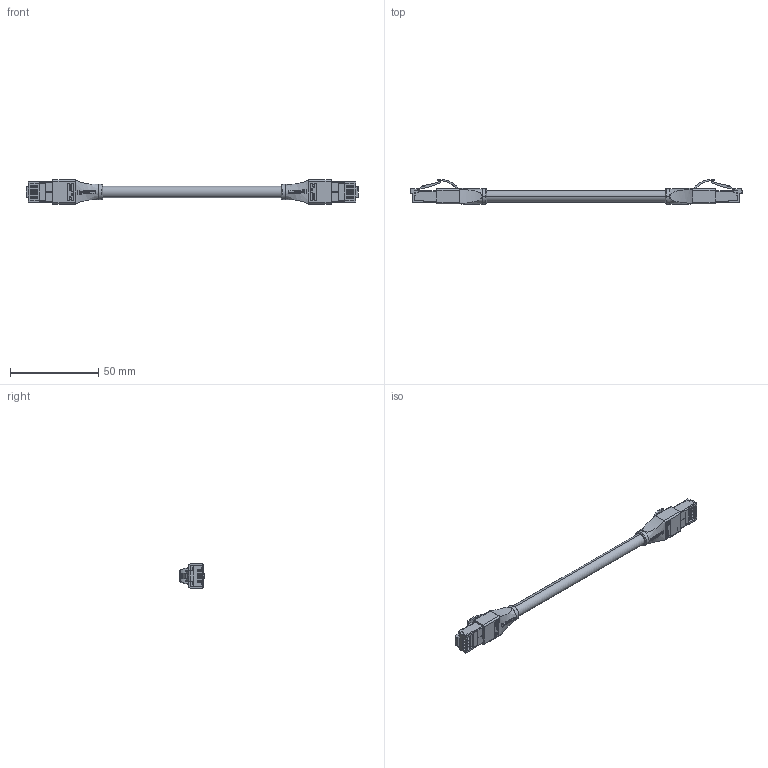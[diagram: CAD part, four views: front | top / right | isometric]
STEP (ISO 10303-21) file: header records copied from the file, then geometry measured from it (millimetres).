
FILE_DESCRIPTION (( 'STEP AP214' ), '1' );
FILE_NAME ('TRD695DSZ_3D.STEP', '2020-10-09T15:14:40', ( '' ), ( '' ), 'SwSTEP 2.0', 'SolidWorks 2018', '' );
FILE_SCHEMA (( 'AUTOMOTIVE_DESIGN' ));
Length unit declared in the file: inch
Products named in the file (9): 1AD03-013_crimped; 1AY01-034_NEW LOGO, raised; 1AD03-013-MA1; 1AD03-013-MA2; TRD695DSZ_3D; 1AD03-013-MA4_crimped strain relief; 1AD03-013-MA3; 1AL04-059_6"; TDS8PC5-MA3
Assembly tree (17 placements, depth 3):
  TRD695DSZ_3D
    1AL04-059_6"
    1AD03-013_crimped  x2
      1AD03-013-MA3
      1AD03-013-MA2
      1AD03-013-MA1
      1AD03-013-MA4_crimped strain relief
      TDS8PC5-MA3
    1AY01-034_NEW LOGO, raised  x2
Bounding box: 188.61 x 14.16 x 13.67 mm (x, y, z)
Volume: 9550 mm3; surface area: 13584 mm2
Topology: 27 solids, 27 shells, 1758 faces, 4914 edges, 3168 vertices
Faces by surface type: plane 1194, cylinder 316, bspline 204, sphere 36, torus 8
Entity records: 27490 total; most frequent: CARTESIAN_POINT 9423, ORIENTED_EDGE 4040, DIRECTION 3122, EDGE_CURVE 2020, LINE 1352, VECTOR 1352, VERTEX_POINT 1302, AXIS2_PLACEMENT_3D 885
